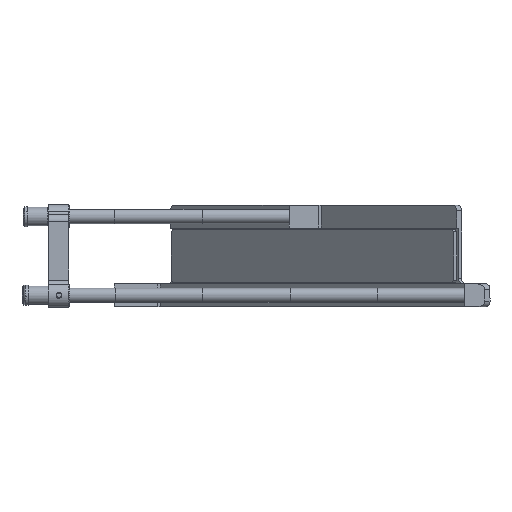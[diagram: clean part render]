
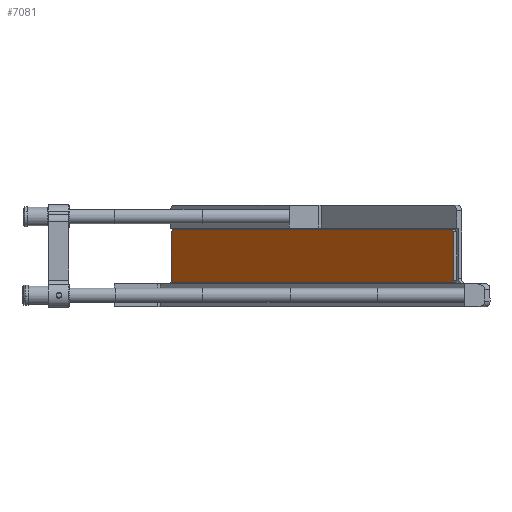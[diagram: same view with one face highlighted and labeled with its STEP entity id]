
A CAD part, left-side view. The second image highlights one B-rep face of the part: STEP entity #7081.
In plain terms, the highlighted planar face has unit normal (-0.707, 0.707, 0).
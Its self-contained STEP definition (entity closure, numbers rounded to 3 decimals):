
#123 = VERTEX_POINT ( 'NONE', #6984 ) ;
#363 = DIRECTION ( 'NONE',  ( -0.5, -0.5, -0.707 ) ) ;
#643 = VECTOR ( 'NONE', #1981, 1000. ) ;
#911 = DIRECTION ( 'NONE',  ( 0.5, 0.5, -0.707 ) ) ;
#1154 = ORIENTED_EDGE ( 'NONE', *, *, #3557, .F. ) ;
#1197 = CARTESIAN_POINT ( 'NONE',  ( 97.167, -78.59, -16.25 ) ) ;
#1363 = VERTEX_POINT ( 'NONE', #4425 ) ;
#1422 = DIRECTION ( 'NONE',  ( 0., 0., -1. ) ) ;
#1453 = CARTESIAN_POINT ( 'NONE',  ( 273.075, 97.318, 1.5 ) ) ;
#1662 = EDGE_CURVE ( 'NONE', #7839, #1363, #2245, .T. ) ;
#1959 = CARTESIAN_POINT ( 'NONE',  ( 96.106, -79.651, 19.25 ) ) ;
#1981 = DIRECTION ( 'NONE',  ( -0.707, -0.707, 0. ) ) ;
#1983 = DIRECTION ( 'NONE',  ( 0., 0., 1. ) ) ;
#2051 = ORIENTED_EDGE ( 'NONE', *, *, #1662, .F. ) ;
#2120 = DIRECTION ( 'NONE',  ( 0.707, 0.707, 0. ) ) ;
#2218 = PLANE ( 'NONE',  #2270 ) ;
#2245 = LINE ( 'NONE', #7948, #3808 ) ;
#2251 = EDGE_CURVE ( 'NONE', #5753, #7839, #2678, .T. ) ;
#2270 = AXIS2_PLACEMENT_3D ( 'NONE', #1453, #2709, #7880 ) ;
#2358 = DIRECTION ( 'NONE',  ( -0.5, -0.5, 0.707 ) ) ;
#2558 = DIRECTION ( 'NONE',  ( 0.5, 0.5, 0.707 ) ) ;
#2673 = VECTOR ( 'NONE', #2120, 1000. ) ;
#2678 = LINE ( 'NONE', #5242, #6281 ) ;
#2709 = DIRECTION ( 'NONE',  ( -0.707, 0.707, 0. ) ) ;
#2880 = VECTOR ( 'NONE', #1983, 1000. ) ;
#2881 = ORIENTED_EDGE ( 'NONE', *, *, #2251, .F. ) ;
#3038 = EDGE_LOOP ( 'NONE', ( #5027, #5076, #1154, #3607, #7038, #2051, #2881, #7786 ) ) ;
#3231 = LINE ( 'NONE', #6431, #2880 ) ;
#3557 = EDGE_CURVE ( 'NONE', #6098, #5170, #3231, .T. ) ;
#3607 = ORIENTED_EDGE ( 'NONE', *, *, #3914, .F. ) ;
#3741 = VECTOR ( 'NONE', #2558, 1000. ) ;
#3801 = CARTESIAN_POINT ( 'NONE',  ( -99.996, -275.753, 17.75 ) ) ;
#3808 = VECTOR ( 'NONE', #911, 1000. ) ;
#3855 = CARTESIAN_POINT ( 'NONE',  ( 96.106, -79.651, -17.75 ) ) ;
#3914 = EDGE_CURVE ( 'NONE', #4691, #6098, #7006, .T. ) ;
#4328 = VERTEX_POINT ( 'NONE', #1959 ) ;
#4425 = CARTESIAN_POINT ( 'NONE',  ( -98.935, -274.692, -17.75 ) ) ;
#4477 = CARTESIAN_POINT ( 'NONE',  ( 96.106, -79.651, -17.75 ) ) ;
#4680 = CARTESIAN_POINT ( 'NONE',  ( -99.996, -275.753, -16.25 ) ) ;
#4691 = VERTEX_POINT ( 'NONE', #4477 ) ;
#5027 = ORIENTED_EDGE ( 'NONE', *, *, #6692, .F. ) ;
#5032 = VECTOR ( 'NONE', #363, 1000. ) ;
#5076 = ORIENTED_EDGE ( 'NONE', *, *, #7009, .F. ) ;
#5170 = VERTEX_POINT ( 'NONE', #5898 ) ;
#5242 = CARTESIAN_POINT ( 'NONE',  ( -99.996, -275.753, 17.75 ) ) ;
#5309 = LINE ( 'NONE', #7872, #2673 ) ;
#5753 = VERTEX_POINT ( 'NONE', #3801 ) ;
#5898 = CARTESIAN_POINT ( 'NONE',  ( 97.167, -78.59, 17.75 ) ) ;
#5947 = FACE_OUTER_BOUND ( 'NONE', #3038, .T. ) ;
#5969 = EDGE_CURVE ( 'NONE', #123, #5753, #6065, .T. ) ;
#6065 = LINE ( 'NONE', #8044, #5032 ) ;
#6098 = VERTEX_POINT ( 'NONE', #1197 ) ;
#6281 = VECTOR ( 'NONE', #1422, 1000. ) ;
#6431 = CARTESIAN_POINT ( 'NONE',  ( 97.167, -78.59, 17.75 ) ) ;
#6692 = EDGE_CURVE ( 'NONE', #4328, #123, #7764, .T. ) ;
#6969 = LINE ( 'NONE', #7597, #7896 ) ;
#6984 = CARTESIAN_POINT ( 'NONE',  ( -98.935, -274.692, 19.25 ) ) ;
#7006 = LINE ( 'NONE', #3855, #3741 ) ;
#7009 = EDGE_CURVE ( 'NONE', #5170, #4328, #6969, .T. ) ;
#7038 = ORIENTED_EDGE ( 'NONE', *, *, #7837, .F. ) ;
#7081 = ADVANCED_FACE ( 'NONE', ( #5947 ), #2218, .T. ) ;
#7597 = CARTESIAN_POINT ( 'NONE',  ( 96.106, -79.651, 19.25 ) ) ;
#7764 = LINE ( 'NONE', #7899, #643 ) ;
#7786 = ORIENTED_EDGE ( 'NONE', *, *, #5969, .F. ) ;
#7837 = EDGE_CURVE ( 'NONE', #1363, #4691, #5309, .T. ) ;
#7839 = VERTEX_POINT ( 'NONE', #4680 ) ;
#7872 = CARTESIAN_POINT ( 'NONE',  ( -98.935, -274.692, -17.75 ) ) ;
#7880 = DIRECTION ( 'NONE',  ( -0.707, -0.707, 0. ) ) ;
#7896 = VECTOR ( 'NONE', #2358, 1000. ) ;
#7899 = CARTESIAN_POINT ( 'NONE',  ( -98.935, -274.692, 19.25 ) ) ;
#7948 = CARTESIAN_POINT ( 'NONE',  ( -99.996, -275.753, -16.25 ) ) ;
#8044 = CARTESIAN_POINT ( 'NONE',  ( -99.996, -275.753, 17.75 ) ) ;
